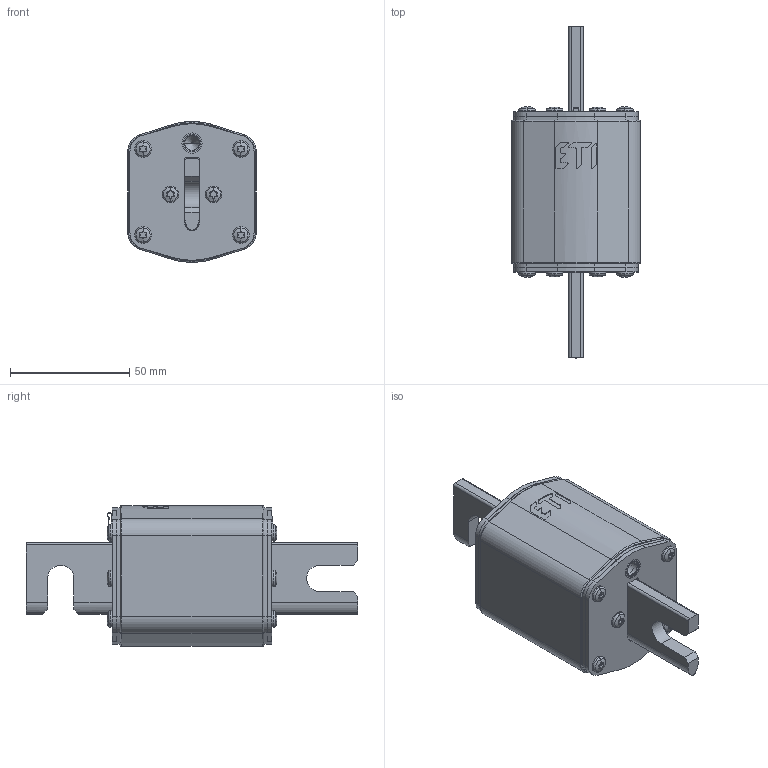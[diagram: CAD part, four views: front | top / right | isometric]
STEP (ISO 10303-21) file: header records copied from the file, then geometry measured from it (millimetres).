
FILE_DESCRIPTION((''),'2;1');
FILE_NAME('004724115_ASM','2021-12-15T',('said.beganovic'),('Audax d.o.o.'),'CREO PARAMETRIC BY PTC INC, 2017020','CREO PARAMETRIC BY PTC INC, 2017020','');
FILE_SCHEMA(('AUTOMOTIVE_DESIGN { 1 0 10303 214 1 1 1 1 }'));
Length unit declared in the file: millimetre
Products named in the file (13): 0000041091_1_1; 0000018281_1_1; 0000017639_AF0_1_1; 0000018139_AF1_1_1; 0000017641_ASM_1_ASM_1_ASM; 0000017639_AF3_1_1; 0000017521_AF0_1_1; 0000017699_ASM_1_ASM_1_ASM; 0000018560_1_1; 0000031301_1_1; 0000016201_1_1; 0000017080_1_1; 004724115_ASM
Assembly tree (26 placements, depth 3):
  004724115_ASM
    0000041091_1_1
    0000018281_1_1  x2
    0000017641_ASM_1_ASM_1_ASM
      0000017639_AF0_1_1
      0000018139_AF1_1_1
    0000017699_ASM_1_ASM_1_ASM
      0000017639_AF3_1_1
      0000017521_AF0_1_1
    0000018560_1_1  x2
    0000031301_1_1  x12
    0000016201_1_1
    0000017080_1_1  x2
Bounding box: 54 x 139 x 59 mm (x, y, z)
Volume: 204056.2 mm3; surface area: 58713.5 mm2
Topology: 24 solids, 48 shells, 909 faces, 2559 edges, 1677 vertices
Faces by surface type: cylinder 483, plane 214, cone 84, torus 76, bspline 28, sphere 24
Entity records: 23572 total; most frequent: CARTESIAN_POINT 3748, DIRECTION 2752, ORIENTED_EDGE 2516, EDGE_CURVE 1285, AXIS2_PLACEMENT_3D 1069, PRESENTATION_STYLE_ASSIGNMENT 1005, STYLED_ITEM 954, VERTEX_POINT 844
